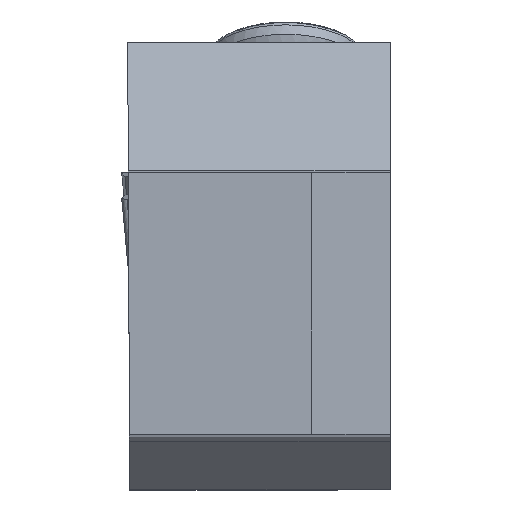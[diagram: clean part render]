
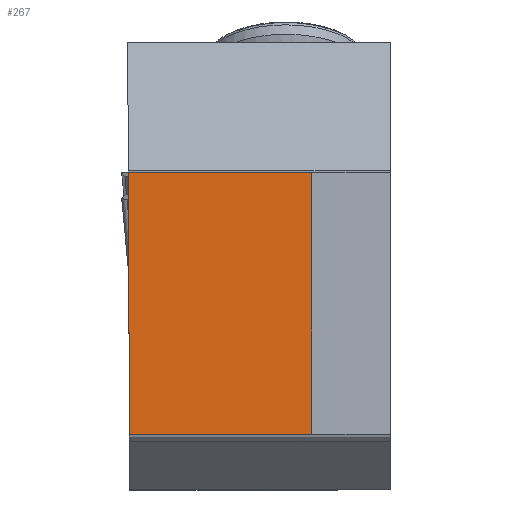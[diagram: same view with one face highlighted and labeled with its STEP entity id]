
A CAD part, top view. The second image highlights one B-rep face of the part: STEP entity #267.
In plain terms, the highlighted planar face has unit normal (0, 0, 1).
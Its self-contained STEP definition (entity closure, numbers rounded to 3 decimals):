
#267=ADVANCED_FACE('BLANK_BOXF006',(#419),#362,.T.);
#362=PLANE('',#2011);
#419=FACE_OUTER_BOUND('',#515,.T.);
#515=EDGE_LOOP('',(#733,#734,#735,#736));
#733=ORIENTED_EDGE('',*,*,#1358,.T.);
#734=ORIENTED_EDGE('',*,*,#1403,.T.);
#735=ORIENTED_EDGE('',*,*,#1404,.F.);
#736=ORIENTED_EDGE('',*,*,#1385,.F.);
#1179=VERTEX_POINT('',#2713);
#1180=VERTEX_POINT('',#2715);
#1198=VERTEX_POINT('',#2774);
#1206=VERTEX_POINT('',#2840);
#1358=EDGE_CURVE('',#1180,#1179,#1614,.T.);
#1385=EDGE_CURVE('',#1180,#1198,#1637,.T.);
#1403=EDGE_CURVE('',#1179,#1206,#1648,.T.);
#1404=EDGE_CURVE('',#1198,#1206,#1649,.T.);
#1614=LINE('',#2714,#1771);
#1637=LINE('',#2773,#1794);
#1648=LINE('',#2839,#1805);
#1649=LINE('',#2841,#1806);
#1771=VECTOR('',#2199,1.);
#1794=VECTOR('',#2238,1.);
#1805=VECTOR('',#2271,1.);
#1806=VECTOR('',#2272,1.);
#2011=AXIS2_PLACEMENT_3D('',#2842,#2273,#2274);
#2199=DIRECTION('',(1.,0.,0.));
#2238=DIRECTION('',(-0.004,1.,0.));
#2271=DIRECTION('',(0.,1.,0.));
#2272=DIRECTION('',(1.,0.,0.));
#2273=DIRECTION('',(0.,0.,1.));
#2274=DIRECTION('',(0.,1.,0.));
#2713=CARTESIAN_POINT('',(-2.974,0.,0.));
#2714=CARTESIAN_POINT('',(22.,0.,0.));
#2715=CARTESIAN_POINT('',(-9.882,0.,0.));
#2773=CARTESIAN_POINT('',(-9.951,15.786,0.));
#2774=CARTESIAN_POINT('',(-9.925,9.925,0.));
#2839=CARTESIAN_POINT('',(-2.974,9.925,0.));
#2840=CARTESIAN_POINT('',(-2.974,9.925,0.));
#2841=CARTESIAN_POINT('',(22.,9.925,0.));
#2842=CARTESIAN_POINT('',(22.,15.925,0.));
